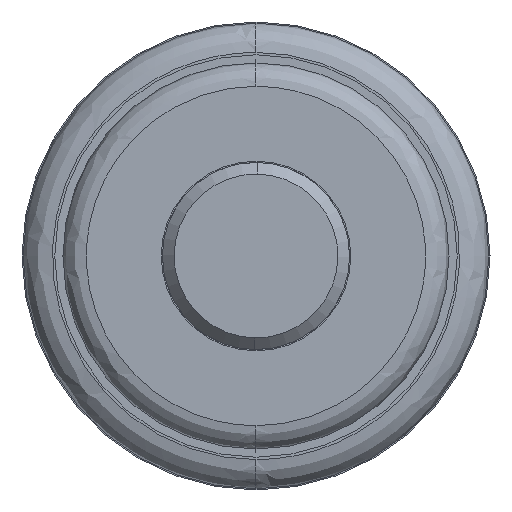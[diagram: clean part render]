
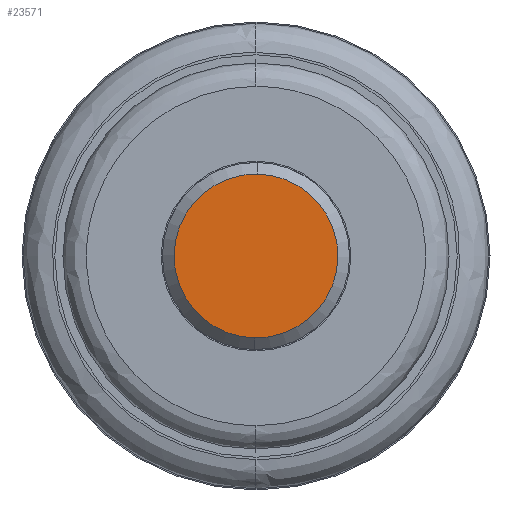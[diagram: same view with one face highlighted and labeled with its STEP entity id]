
A CAD part, left-side view. The second image highlights one B-rep face of the part: STEP entity #23571.
In plain terms, the highlighted planar face has unit normal (-1, 0, 0).
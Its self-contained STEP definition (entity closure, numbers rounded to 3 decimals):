
#989 = VERTEX_POINT ( 'NONE', #15803 ) ;
#1643 = AXIS2_PLACEMENT_3D ( 'NONE', #17316, #7244, #11333 ) ;
#2430 = CARTESIAN_POINT ( 'NONE',  ( -20., 0., 0. ) ) ;
#6938 = EDGE_CURVE ( 'NONE', #18893, #989, #26305, .T. ) ;
#7244 = DIRECTION ( 'NONE',  ( -1., 0., 0. ) ) ;
#10598 = DIRECTION ( 'NONE',  ( 1., 0., 0. ) ) ;
#10606 = AXIS2_PLACEMENT_3D ( 'NONE', #17545, #25932, #11425 ) ;
#11333 = DIRECTION ( 'NONE',  ( 0., 0.015, -1. ) ) ;
#11425 = DIRECTION ( 'NONE',  ( 0., 0.015, -1. ) ) ;
#14027 = ORIENTED_EDGE ( 'NONE', *, *, #6938, .T. ) ;
#14851 = ORIENTED_EDGE ( 'NONE', *, *, #25334, .T. ) ;
#15238 = EDGE_LOOP ( 'NONE', ( #14851, #14027 ) ) ;
#15242 = AXIS2_PLACEMENT_3D ( 'NONE', #2430, #10598, #22820 ) ;
#15803 = CARTESIAN_POINT ( 'NONE',  ( -20., 0.051, -3.5 ) ) ;
#15932 = CARTESIAN_POINT ( 'NONE',  ( -20., -0.051, 3.5 ) ) ;
#17316 = CARTESIAN_POINT ( 'NONE',  ( -20., 0., 0. ) ) ;
#17545 = CARTESIAN_POINT ( 'NONE',  ( -20., 0., 0. ) ) ;
#18555 = PLANE ( 'NONE',  #15242 ) ;
#18893 = VERTEX_POINT ( 'NONE', #15932 ) ;
#20779 = CIRCLE ( 'NONE', #10606, 3.5 ) ;
#22686 = FACE_OUTER_BOUND ( 'NONE', #15238, .T. ) ;
#22820 = DIRECTION ( 'NONE',  ( 0., 0.015, -1. ) ) ;
#23571 = ADVANCED_FACE ( 'NONE', ( #22686 ), #18555, .F. ) ;
#25334 = EDGE_CURVE ( 'NONE', #989, #18893, #20779, .T. ) ;
#25932 = DIRECTION ( 'NONE',  ( -1., 0., 0. ) ) ;
#26305 = CIRCLE ( 'NONE', #1643, 3.5 ) ;
